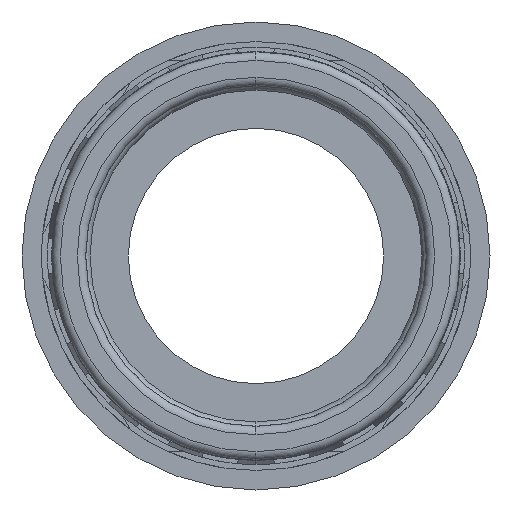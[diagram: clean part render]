
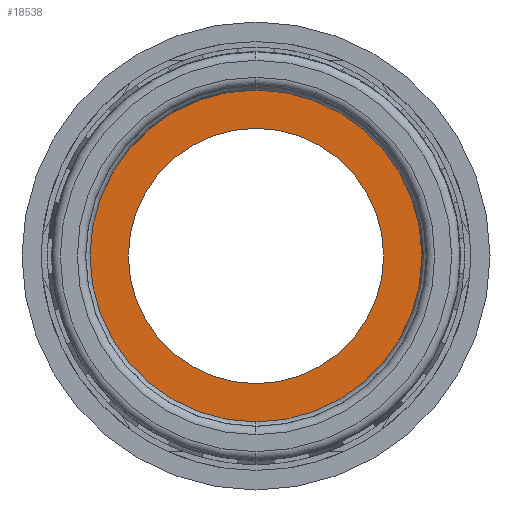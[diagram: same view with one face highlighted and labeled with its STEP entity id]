
A CAD part, left-side view. The second image highlights one B-rep face of the part: STEP entity #18538.
In plain terms, the highlighted planar face has unit normal (-1, 0, 0).
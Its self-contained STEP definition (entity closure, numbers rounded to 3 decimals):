
#683 = DIRECTION ( 'NONE',  ( -1., 0., 0. ) ) ;
#750 = CIRCLE ( 'NONE', #6355, 15. ) ;
#1087 = VERTEX_POINT ( 'NONE', #8839 ) ;
#2164 = DIRECTION ( 'NONE',  ( -1., 0., 0. ) ) ;
#2963 = AXIS2_PLACEMENT_3D ( 'NONE', #11357, #26188, #13452 ) ;
#3037 = DIRECTION ( 'NONE',  ( -1., 0., 0. ) ) ;
#3755 = ORIENTED_EDGE ( 'NONE', *, *, #10175, .F. ) ;
#3909 = FACE_OUTER_BOUND ( 'NONE', #19218, .T. ) ;
#4413 = ORIENTED_EDGE ( 'NONE', *, *, #27493, .T. ) ;
#5953 = CARTESIAN_POINT ( 'NONE',  ( -135., 0., -15. ) ) ;
#6355 = AXIS2_PLACEMENT_3D ( 'NONE', #14906, #2164, #17042 ) ;
#8839 = CARTESIAN_POINT ( 'NONE',  ( -135., 0., -20. ) ) ;
#9128 = PLANE ( 'NONE',  #22829 ) ;
#9945 = VERTEX_POINT ( 'NONE', #10232 ) ;
#10175 = EDGE_CURVE ( 'NONE', #27056, #9945, #750, .T. ) ;
#10232 = CARTESIAN_POINT ( 'NONE',  ( -135., 0., 15. ) ) ;
#10679 = EDGE_CURVE ( 'NONE', #9945, #27056, #25043, .T. ) ;
#10707 = AXIS2_PLACEMENT_3D ( 'NONE', #13432, #683, #15585 ) ;
#11268 = DIRECTION ( 'NONE',  ( 0., 0., 1. ) ) ;
#11357 = CARTESIAN_POINT ( 'NONE',  ( -135., 0., 0. ) ) ;
#12604 = CIRCLE ( 'NONE', #10707, 20. ) ;
#13432 = CARTESIAN_POINT ( 'NONE',  ( -135., 0., 0. ) ) ;
#13452 = DIRECTION ( 'NONE',  ( 0., 0., 1. ) ) ;
#14365 = CIRCLE ( 'NONE', #25582, 20. ) ;
#14396 = ORIENTED_EDGE ( 'NONE', *, *, #10679, .F. ) ;
#14906 = CARTESIAN_POINT ( 'NONE',  ( -135., 0., 0. ) ) ;
#15042 = ORIENTED_EDGE ( 'NONE', *, *, #17764, .T. ) ;
#15209 = FACE_BOUND ( 'NONE', #23738, .T. ) ;
#15585 = DIRECTION ( 'NONE',  ( 0., 0., 1. ) ) ;
#15760 = CARTESIAN_POINT ( 'NONE',  ( -135., 0., 0. ) ) ;
#17042 = DIRECTION ( 'NONE',  ( 0., 0., 1. ) ) ;
#17764 = EDGE_CURVE ( 'NONE', #18365, #1087, #12604, .T. ) ;
#17891 = DIRECTION ( 'NONE',  ( 0., 0., 1. ) ) ;
#18365 = VERTEX_POINT ( 'NONE', #27599 ) ;
#18538 = ADVANCED_FACE ( 'NONE', ( #15209, #3909 ), #9128, .T. ) ;
#19218 = EDGE_LOOP ( 'NONE', ( #15042, #4413 ) ) ;
#22829 = AXIS2_PLACEMENT_3D ( 'NONE', #25828, #23962, #11268 ) ;
#23738 = EDGE_LOOP ( 'NONE', ( #14396, #3755 ) ) ;
#23962 = DIRECTION ( 'NONE',  ( -1., 0., 0. ) ) ;
#25043 = CIRCLE ( 'NONE', #2963, 15. ) ;
#25582 = AXIS2_PLACEMENT_3D ( 'NONE', #15760, #3037, #17891 ) ;
#25828 = CARTESIAN_POINT ( 'NONE',  ( -135., 0., 0. ) ) ;
#26188 = DIRECTION ( 'NONE',  ( -1., 0., 0. ) ) ;
#27056 = VERTEX_POINT ( 'NONE', #5953 ) ;
#27493 = EDGE_CURVE ( 'NONE', #1087, #18365, #14365, .T. ) ;
#27599 = CARTESIAN_POINT ( 'NONE',  ( -135., 0., 20. ) ) ;
